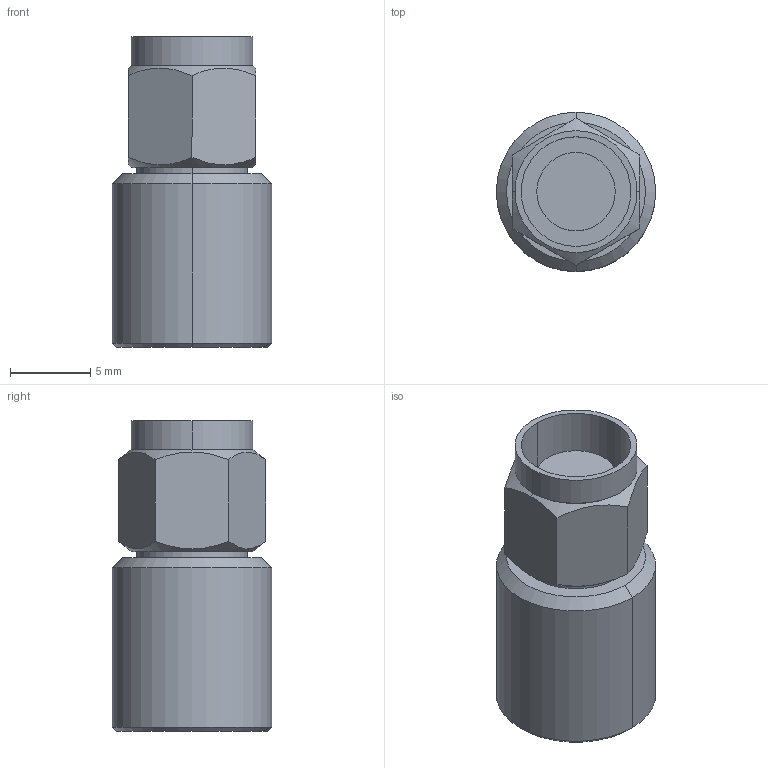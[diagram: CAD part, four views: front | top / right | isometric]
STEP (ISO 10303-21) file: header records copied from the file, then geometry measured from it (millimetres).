
FILE_DESCRIPTION (( 'STEP AP203' ), '1' );
FILE_NAME ('STQ-CM-VM27-U2.STEP', '2019-07-15T22:05:49', ( '' ), ( '' ), 'SwSTEP 2.0', 'SolidWorks 2016', '' );
FILE_SCHEMA (( 'CONFIG_CONTROL_DESIGN' ));
Length unit declared in the file: inch
Products named in the file (1): STQ-CM-VM27-U2
Bounding box: 9.91 x 9.91 x 19.3 mm (x, y, z)
Volume: 1154.3 mm3; surface area: 824.3 mm2
Topology: 1 solids, 1 shells, 31 faces, 68 edges, 44 vertices
Faces by surface type: plane 13, cylinder 10, cone 8
Entity records: 1041 total; most frequent: CARTESIAN_POINT 280, DIRECTION 144, ORIENTED_EDGE 136, EDGE_CURVE 68, AXIS2_PLACEMENT_3D 60, VERTEX_POINT 44, EDGE_LOOP 36, FACE_OUTER_BOUND 31
